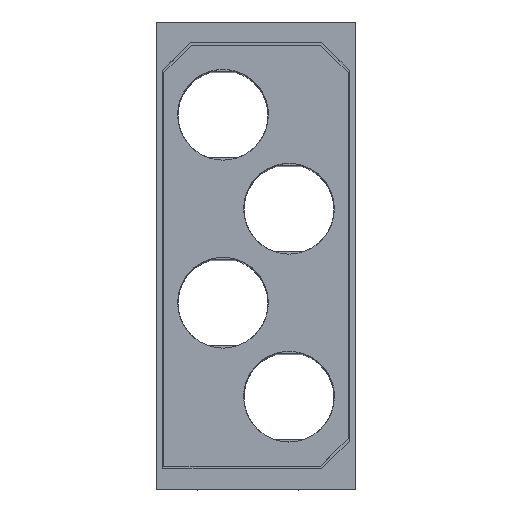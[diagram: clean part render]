
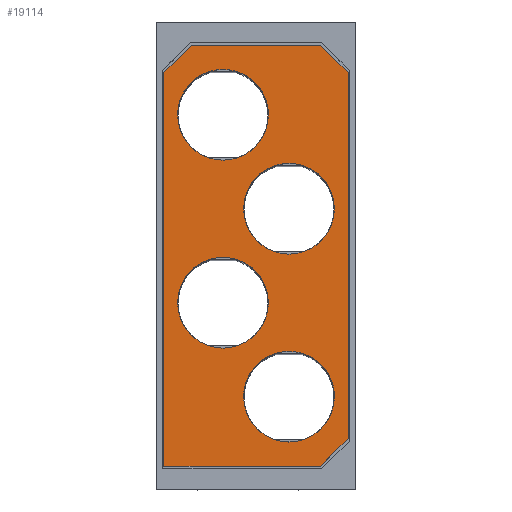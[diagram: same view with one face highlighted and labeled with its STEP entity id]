
A CAD part, top view. The second image highlights one B-rep face of the part: STEP entity #19114.
In plain terms, the highlighted planar face has unit normal (0, 0, 1).
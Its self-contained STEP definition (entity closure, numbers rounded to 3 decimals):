
#16365=AXIS2_PLACEMENT_3D('Circle Axis2P3D',#16363,#16364,$) ;
#16524=AXIS2_PLACEMENT_3D('Circle Axis2P3D',#16522,#16523,$) ;
#16738=AXIS2_PLACEMENT_3D('Circle Axis2P3D',#16736,#16737,$) ;
#17684=AXIS2_PLACEMENT_3D('Circle Axis2P3D',#17682,#17683,$) ;
#17959=AXIS2_PLACEMENT_3D('Circle Axis2P3D',#17957,#17958,$) ;
#18316=AXIS2_PLACEMENT_3D('Circle Axis2P3D',#18314,#18315,$) ;
#19087=AXIS2_PLACEMENT_3D('Plane Axis2P3D',#19084,#19085,#19086) ;
#16290=CARTESIAN_POINT('Vertex',(8.15,13.583,44.)) ;
#16360=CARTESIAN_POINT('Vertex',(1.55,13.583,44.)) ;
#16363=CARTESIAN_POINT('Axis2P3D Location',(4.85,13.583,44.)) ;
#16522=CARTESIAN_POINT('Axis2P3D Location',(4.85,13.583,44.)) ;
#16663=CARTESIAN_POINT('Vertex',(8.15,27.25,44.)) ;
#16733=CARTESIAN_POINT('Vertex',(1.55,27.25,44.)) ;
#16736=CARTESIAN_POINT('Axis2P3D Location',(4.85,27.25,44.)) ;
#16896=CARTESIAN_POINT('Control Point',(1.55,27.25,44.)) ;
#16897=CARTESIAN_POINT('Control Point',(1.55,27.768,44.)) ;
#16898=CARTESIAN_POINT('Control Point',(1.651,28.287,44.)) ;
#16899=CARTESIAN_POINT('Control Point',(1.855,28.779,44.)) ;
#16900=CARTESIAN_POINT('Control Point',(2.444,29.656,44.)) ;
#16901=CARTESIAN_POINT('Control Point',(3.321,30.245,44.)) ;
#16902=CARTESIAN_POINT('Control Point',(3.813,30.449,44.)) ;
#16903=CARTESIAN_POINT('Control Point',(4.85,30.652,44.)) ;
#16904=CARTESIAN_POINT('Control Point',(5.887,30.449,44.)) ;
#16905=CARTESIAN_POINT('Control Point',(6.379,30.245,44.)) ;
#16906=CARTESIAN_POINT('Control Point',(7.256,29.656,44.)) ;
#16907=CARTESIAN_POINT('Control Point',(7.845,28.779,44.)) ;
#16908=CARTESIAN_POINT('Control Point',(8.049,28.287,44.)) ;
#16909=CARTESIAN_POINT('Control Point',(8.15,27.768,44.)) ;
#16910=CARTESIAN_POINT('Control Point',(8.15,27.25,44.)) ;
#17152=CARTESIAN_POINT('Vertex',(0.55,1.7,44.)) ;
#17155=CARTESIAN_POINT('Line Origine',(0.55,16.,44.)) ;
#17159=CARTESIAN_POINT('Vertex',(0.55,30.3,44.)) ;
#17290=CARTESIAN_POINT('Line Origine',(1.55,31.3,44.)) ;
#17294=CARTESIAN_POINT('Vertex',(2.55,32.3,44.)) ;
#17314=CARTESIAN_POINT('Line Origine',(7.25,32.3,44.)) ;
#17318=CARTESIAN_POINT('Vertex',(11.95,32.3,44.)) ;
#17338=CARTESIAN_POINT('Line Origine',(12.95,31.3,44.)) ;
#17342=CARTESIAN_POINT('Vertex',(13.95,30.3,44.)) ;
#17411=CARTESIAN_POINT('Line Origine',(13.95,17.,44.)) ;
#17415=CARTESIAN_POINT('Vertex',(13.95,3.7,44.)) ;
#17679=CARTESIAN_POINT('Vertex',(12.95,20.418,44.)) ;
#17682=CARTESIAN_POINT('Axis2P3D Location',(9.65,20.418,44.)) ;
#17686=CARTESIAN_POINT('Vertex',(6.35,20.418,44.)) ;
#17957=CARTESIAN_POINT('Axis2P3D Location',(9.65,20.418,44.)) ;
#18052=CARTESIAN_POINT('Vertex',(12.95,6.75,44.)) ;
#18056=CARTESIAN_POINT('Control Point',(6.35,6.75,44.)) ;
#18057=CARTESIAN_POINT('Control Point',(6.35,7.268,44.)) ;
#18058=CARTESIAN_POINT('Control Point',(6.451,7.787,44.)) ;
#18059=CARTESIAN_POINT('Control Point',(6.655,8.279,44.)) ;
#18060=CARTESIAN_POINT('Control Point',(7.244,9.156,44.)) ;
#18061=CARTESIAN_POINT('Control Point',(8.121,9.745,44.)) ;
#18062=CARTESIAN_POINT('Control Point',(8.613,9.949,44.)) ;
#18063=CARTESIAN_POINT('Control Point',(9.65,10.152,44.)) ;
#18064=CARTESIAN_POINT('Control Point',(10.687,9.949,44.)) ;
#18065=CARTESIAN_POINT('Control Point',(11.179,9.745,44.)) ;
#18066=CARTESIAN_POINT('Control Point',(12.056,9.156,44.)) ;
#18067=CARTESIAN_POINT('Control Point',(12.645,8.279,44.)) ;
#18068=CARTESIAN_POINT('Control Point',(12.849,7.787,44.)) ;
#18069=CARTESIAN_POINT('Control Point',(12.95,7.268,44.)) ;
#18070=CARTESIAN_POINT('Control Point',(12.95,6.75,44.)) ;
#18071=CARTESIAN_POINT('Vertex',(6.35,6.75,44.)) ;
#18314=CARTESIAN_POINT('Axis2P3D Location',(9.65,6.75,44.)) ;
#18474=CARTESIAN_POINT('Line Origine',(12.95,2.7,44.)) ;
#18478=CARTESIAN_POINT('Vertex',(11.95,1.7,44.)) ;
#18498=CARTESIAN_POINT('Line Origine',(6.25,1.7,44.)) ;
#19084=CARTESIAN_POINT('Axis2P3D Location',(3.575,17.,44.)) ;
#16364=DIRECTION('Axis2P3D Direction',(0.,0.,1.)) ;
#16523=DIRECTION('Axis2P3D Direction',(0.,0.,1.)) ;
#16737=DIRECTION('Axis2P3D Direction',(0.,0.,1.)) ;
#17156=DIRECTION('Vector Direction',(0.,-1.,0.)) ;
#17291=DIRECTION('Vector Direction',(-0.707,-0.707,0.)) ;
#17315=DIRECTION('Vector Direction',(-1.,0.,0.)) ;
#17339=DIRECTION('Vector Direction',(-0.707,0.707,0.)) ;
#17412=DIRECTION('Vector Direction',(0.,1.,0.)) ;
#17683=DIRECTION('Axis2P3D Direction',(0.,0.,1.)) ;
#17958=DIRECTION('Axis2P3D Direction',(0.,0.,1.)) ;
#18315=DIRECTION('Axis2P3D Direction',(0.,0.,1.)) ;
#18475=DIRECTION('Vector Direction',(0.707,0.707,0.)) ;
#18499=DIRECTION('Vector Direction',(1.,0.,0.)) ;
#19085=DIRECTION('Axis2P3D Direction',(0.,0.,1.)) ;
#19086=DIRECTION('Axis2P3D XDirection',(-1.,0.,0.)) ;
#17157=VECTOR('Line Direction',#17156,1.) ;
#17292=VECTOR('Line Direction',#17291,1.) ;
#17316=VECTOR('Line Direction',#17315,1.) ;
#17340=VECTOR('Line Direction',#17339,1.) ;
#17413=VECTOR('Line Direction',#17412,1.) ;
#18476=VECTOR('Line Direction',#18475,1.) ;
#18500=VECTOR('Line Direction',#18499,1.) ;
#19090=ORIENTED_EDGE('',*,*,#17296,.T.) ;
#19091=ORIENTED_EDGE('',*,*,#17161,.T.) ;
#19092=ORIENTED_EDGE('',*,*,#18502,.T.) ;
#19093=ORIENTED_EDGE('',*,*,#18480,.T.) ;
#19094=ORIENTED_EDGE('',*,*,#17417,.T.) ;
#19095=ORIENTED_EDGE('',*,*,#17344,.T.) ;
#19096=ORIENTED_EDGE('',*,*,#17320,.T.) ;
#19099=ORIENTED_EDGE('',*,*,#18073,.T.) ;
#19100=ORIENTED_EDGE('',*,*,#18318,.T.) ;
#19103=ORIENTED_EDGE('',*,*,#16526,.T.) ;
#19104=ORIENTED_EDGE('',*,*,#16367,.T.) ;
#19107=ORIENTED_EDGE('',*,*,#17688,.T.) ;
#19108=ORIENTED_EDGE('',*,*,#17961,.T.) ;
#19111=ORIENTED_EDGE('',*,*,#16911,.T.) ;
#19112=ORIENTED_EDGE('',*,*,#16740,.T.) ;
#19101=FACE_BOUND('',#19098,.T.) ;
#19105=FACE_BOUND('',#19102,.T.) ;
#19109=FACE_BOUND('',#19106,.T.) ;
#19113=FACE_BOUND('',#19110,.T.) ;
#19114=ADVANCED_FACE('Hauptkoerper',(#19097,#19101,#19105,#19109,#19113),#19088,.T.) ;
#16895=B_SPLINE_CURVE_WITH_KNOTS('',5,(#16896,#16897,#16898,#16899,#16900,#16901,#16902,#16903,#16904,#16905,#16906,#16907,#16908,#16909,#16910),.UNSPECIFIED.,.F.,.U.,(6,3,3,3,6),(-5.184,-2.592,0.,2.592,5.184),.UNSPECIFIED.) ;
#18055=B_SPLINE_CURVE_WITH_KNOTS('',5,(#18056,#18057,#18058,#18059,#18060,#18061,#18062,#18063,#18064,#18065,#18066,#18067,#18068,#18069,#18070),.UNSPECIFIED.,.F.,.U.,(6,3,3,3,6),(-5.184,-2.592,0.,2.592,5.184),.UNSPECIFIED.) ;
#16366=CIRCLE('generated circle',#16365,3.3) ;
#16525=CIRCLE('generated circle',#16524,3.3) ;
#16739=CIRCLE('generated circle',#16738,3.3) ;
#17685=CIRCLE('generated circle',#17684,3.3) ;
#17960=CIRCLE('generated circle',#17959,3.3) ;
#18317=CIRCLE('generated circle',#18316,3.3) ;
#16367=EDGE_CURVE('',#16291,#16361,#16366,.F.) ;
#16526=EDGE_CURVE('',#16361,#16291,#16525,.F.) ;
#16740=EDGE_CURVE('',#16664,#16734,#16739,.F.) ;
#16911=EDGE_CURVE('',#16734,#16664,#16895,.T.) ;
#17161=EDGE_CURVE('',#17160,#17153,#17158,.T.) ;
#17296=EDGE_CURVE('',#17295,#17160,#17293,.T.) ;
#17320=EDGE_CURVE('',#17319,#17295,#17317,.T.) ;
#17344=EDGE_CURVE('',#17343,#17319,#17341,.T.) ;
#17417=EDGE_CURVE('',#17416,#17343,#17414,.T.) ;
#17688=EDGE_CURVE('',#17687,#17680,#17685,.F.) ;
#17961=EDGE_CURVE('',#17680,#17687,#17960,.F.) ;
#18073=EDGE_CURVE('',#18072,#18053,#18055,.T.) ;
#18318=EDGE_CURVE('',#18053,#18072,#18317,.F.) ;
#18480=EDGE_CURVE('',#18479,#17416,#18477,.T.) ;
#18502=EDGE_CURVE('',#17153,#18479,#18501,.T.) ;
#19089=EDGE_LOOP('',(#19090,#19091,#19092,#19093,#19094,#19095,#19096)) ;
#19098=EDGE_LOOP('',(#19099,#19100)) ;
#19102=EDGE_LOOP('',(#19103,#19104)) ;
#19106=EDGE_LOOP('',(#19107,#19108)) ;
#19110=EDGE_LOOP('',(#19111,#19112)) ;
#19097=FACE_OUTER_BOUND('',#19089,.T.) ;
#17158=LINE('Line',#17155,#17157) ;
#17293=LINE('Line',#17290,#17292) ;
#17317=LINE('Line',#17314,#17316) ;
#17341=LINE('Line',#17338,#17340) ;
#17414=LINE('Line',#17411,#17413) ;
#18477=LINE('Line',#18474,#18476) ;
#18501=LINE('Line',#18498,#18500) ;
#19088=PLANE('',#19087) ;
#16291=VERTEX_POINT('',#16290) ;
#16361=VERTEX_POINT('',#16360) ;
#16664=VERTEX_POINT('',#16663) ;
#16734=VERTEX_POINT('',#16733) ;
#17153=VERTEX_POINT('',#17152) ;
#17160=VERTEX_POINT('',#17159) ;
#17295=VERTEX_POINT('',#17294) ;
#17319=VERTEX_POINT('',#17318) ;
#17343=VERTEX_POINT('',#17342) ;
#17416=VERTEX_POINT('',#17415) ;
#17680=VERTEX_POINT('',#17679) ;
#17687=VERTEX_POINT('',#17686) ;
#18053=VERTEX_POINT('',#18052) ;
#18072=VERTEX_POINT('',#18071) ;
#18479=VERTEX_POINT('',#18478) ;
